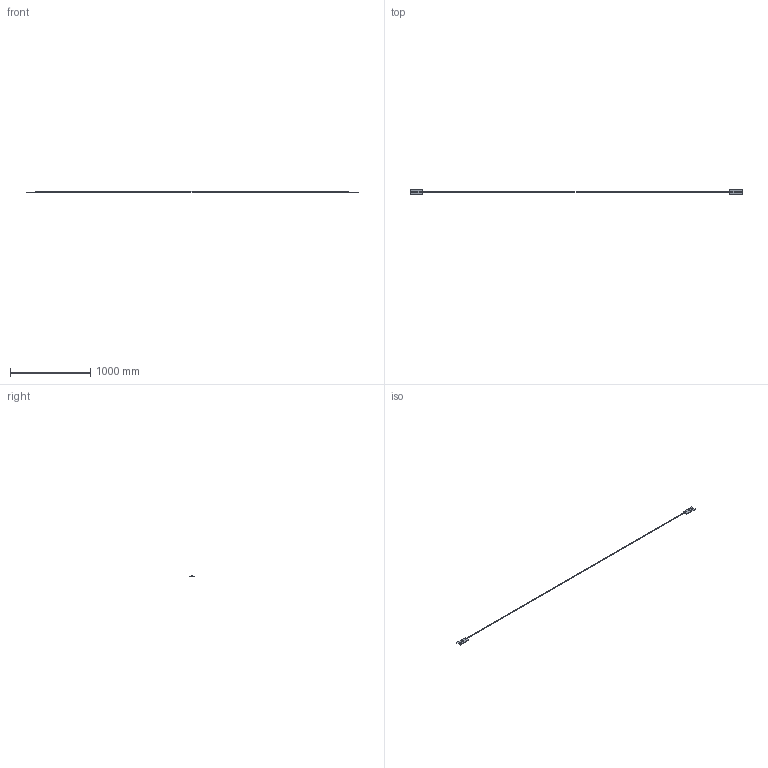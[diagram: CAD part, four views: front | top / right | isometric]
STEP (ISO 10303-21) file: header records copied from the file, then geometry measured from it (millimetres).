
FILE_DESCRIPTION (( 'STEP AP203' ), '1' );
FILE_NAME ('3982-38_REV_.step', '2026-02-01T20:36:29', ( '' ), ( '' ), 'SwSTEP 2.0', 'SolidWorks 2025', '' );
FILE_SCHEMA (( 'CONFIG_CONTROL_DESIGN' ));
Length unit declared in the file: millimetre
Products named in the file (3): 20-14; 3982-38_REV_; 3982-38-10
Assembly tree (3 placements, depth 2):
  3982-38_REV_
    20-14  x2
    3982-38-10
Bounding box: 4127 x 65 x 22 mm (x, y, z)
Volume: 617033.7 mm3; surface area: 193772.1 mm2
Topology: 3 solids, 3 shells, 44 faces, 114 edges, 76 vertices
Faces by surface type: cylinder 22, plane 22
Entity records: 1073 total; most frequent: DIRECTION 144, CARTESIAN_POINT 130, ORIENTED_EDGE 120, EDGE_CURVE 60, AXIS2_PLACEMENT_3D 54, VERTEX_POINT 40, LINE 36, VECTOR 36
